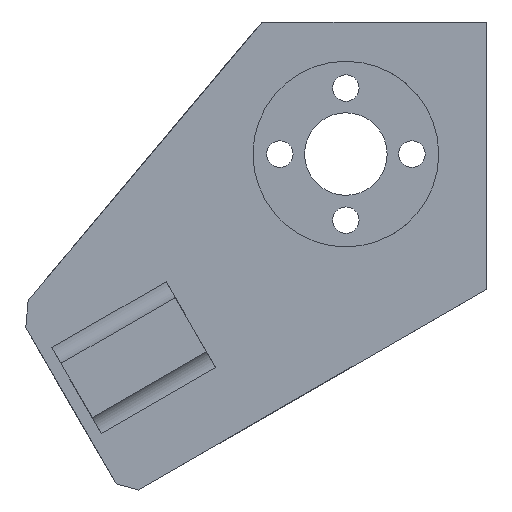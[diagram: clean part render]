
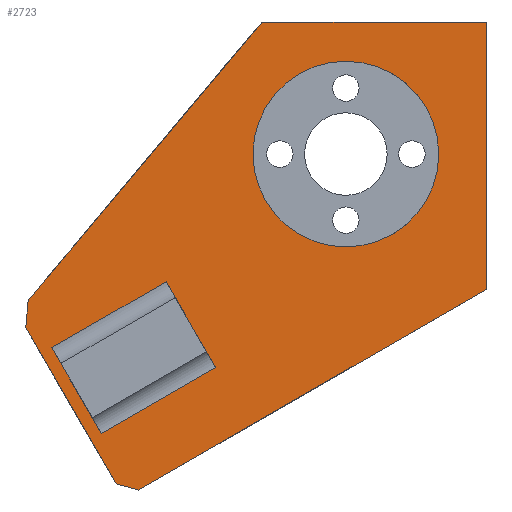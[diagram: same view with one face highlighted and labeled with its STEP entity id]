
A CAD part, left-side view. The second image highlights one B-rep face of the part: STEP entity #2723.
In plain terms, the highlighted face is planar.
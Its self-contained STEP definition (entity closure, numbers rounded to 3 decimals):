
#172=FACE_BOUND('',#487,.T.);
#173=FACE_BOUND('',#488,.T.);
#208=PLANE('',#2904);
#324=FACE_OUTER_BOUND('',#486,.T.);
#486=EDGE_LOOP('',(#2039,#2040,#2041,#2042,#2043,#2044,#2045));
#487=EDGE_LOOP('',(#2046));
#488=EDGE_LOOP('',(#2047,#2048,#2049,#2050));
#662=LINE('',#4066,#920);
#700=LINE('',#4551,#958);
#701=LINE('',#4554,#959);
#703=LINE('',#4558,#961);
#704=LINE('',#4560,#962);
#705=LINE('',#4562,#963);
#706=LINE('',#4563,#964);
#707=LINE('',#4566,#965);
#708=LINE('',#4568,#966);
#709=LINE('',#4570,#967);
#710=LINE('',#4571,#968);
#920=VECTOR('',#3105,1000.);
#958=VECTOR('',#3163,10.);
#959=VECTOR('',#3166,10.);
#961=VECTOR('',#3170,10.);
#962=VECTOR('',#3171,1000.);
#963=VECTOR('',#3172,10.);
#964=VECTOR('',#3173,1000.);
#965=VECTOR('',#3174,1000.);
#966=VECTOR('',#3175,1000.);
#967=VECTOR('',#3176,1000.);
#968=VECTOR('',#3177,1000.);
#1171=CIRCLE('',#2886,11.25);
#1236=VERTEX_POINT('',#3857);
#1254=VERTEX_POINT('',#4063);
#1255=VERTEX_POINT('',#4065);
#1316=VERTEX_POINT('',#4549);
#1317=VERTEX_POINT('',#4553);
#1318=VERTEX_POINT('',#4557);
#1319=VERTEX_POINT('',#4559);
#1320=VERTEX_POINT('',#4561);
#1321=VERTEX_POINT('',#4564);
#1322=VERTEX_POINT('',#4565);
#1323=VERTEX_POINT('',#4567);
#1324=VERTEX_POINT('',#4569);
#1515=EDGE_CURVE('',#1236,#1236,#1171,.T.);
#1536=EDGE_CURVE('',#1254,#1255,#662,.T.);
#1601=EDGE_CURVE('',#1254,#1316,#700,.T.);
#1602=EDGE_CURVE('',#1317,#1255,#701,.T.);
#1604=EDGE_CURVE('',#1318,#1316,#703,.F.);
#1605=EDGE_CURVE('',#1319,#1318,#704,.T.);
#1606=EDGE_CURVE('',#1320,#1319,#705,.F.);
#1607=EDGE_CURVE('',#1317,#1320,#706,.T.);
#1608=EDGE_CURVE('',#1321,#1322,#707,.T.);
#1609=EDGE_CURVE('',#1323,#1322,#708,.T.);
#1610=EDGE_CURVE('',#1324,#1323,#709,.T.);
#1611=EDGE_CURVE('',#1324,#1321,#710,.T.);
#2039=ORIENTED_EDGE('',*,*,#1601,.T.);
#2040=ORIENTED_EDGE('',*,*,#1604,.F.);
#2041=ORIENTED_EDGE('',*,*,#1605,.F.);
#2042=ORIENTED_EDGE('',*,*,#1606,.F.);
#2043=ORIENTED_EDGE('',*,*,#1607,.F.);
#2044=ORIENTED_EDGE('',*,*,#1602,.T.);
#2045=ORIENTED_EDGE('',*,*,#1536,.F.);
#2046=ORIENTED_EDGE('',*,*,#1515,.F.);
#2047=ORIENTED_EDGE('',*,*,#1608,.T.);
#2048=ORIENTED_EDGE('',*,*,#1609,.F.);
#2049=ORIENTED_EDGE('',*,*,#1610,.F.);
#2050=ORIENTED_EDGE('',*,*,#1611,.T.);
#2723=ADVANCED_FACE('',(#324,#172,#173),#208,.F.);
#2886=AXIS2_PLACEMENT_3D('',#3859,#3086,#3087);
#2904=AXIS2_PLACEMENT_3D('',#4556,#3168,#3169);
#3086=DIRECTION('center_axis',(0.,1.,0.));
#3087=DIRECTION('ref_axis',(0.,0.,-1.));
#3105=DIRECTION('',(-0.5,0.,-0.866));
#3163=DIRECTION('',(0.966,0.,0.259));
#3166=DIRECTION('',(-0.087,0.,0.996));
#3168=DIRECTION('center_axis',(0.,-1.,0.));
#3169=DIRECTION('ref_axis',(0.,0.,
-1.));
#3170=DIRECTION('',(0.866,0.,-0.5));
#3171=DIRECTION('',(0.,0.,1.));
#3172=DIRECTION('',(-1.,0.,0.));
#3173=DIRECTION('',(0.643,0.,-0.766));
#3174=DIRECTION('',(-0.866,0.,0.5));
#3175=DIRECTION('',(0.5,0.,0.866));
#3176=DIRECTION('',(-0.866,0.,0.5));
#3177=DIRECTION('',(0.5,0.,0.866));
#3857=CARTESIAN_POINT('',(-17.,0.,11.25));
#3859=CARTESIAN_POINT('Origin',(-17.,0.,0.));
#4063=CARTESIAN_POINT('',(-44.833,0.,39.961));
#4065=CARTESIAN_POINT('',(-55.774,0.,21.01));
#4066=CARTESIAN_POINT('',(-56.774,0.,19.278));
#4549=CARTESIAN_POINT('',(-42.1,0.,40.693));
#4551=CARTESIAN_POINT('',(-28.23,0.,44.41));
#4553=CARTESIAN_POINT('',(-55.488,0.,17.746));
#4554=CARTESIAN_POINT('',(-54.579,0.,7.348));
#4556=CARTESIAN_POINT('Origin',(0.,0.,0.));
#4557=CARTESIAN_POINT('',(0.,0.,16.387));
#4558=CARTESIAN_POINT('',(-18.368,0.,26.992));
#4559=CARTESIAN_POINT('',(0.,0.,-16.));
#4560=CARTESIAN_POINT('',(0.,0.,-13.5));
#4561=CARTESIAN_POINT('',(-27.172,0.,-16.));
#4562=CARTESIAN_POINT('',(-14.635,0.,-16.));
#4563=CARTESIAN_POINT('',(-56.774,0.,19.278));
#4564=CARTESIAN_POINT('',(-32.773,0.,25.85));
#4565=CARTESIAN_POINT('',(-46.629,0.,33.85));
#4566=CARTESIAN_POINT('',(-32.773,0.,25.85));
#4567=CARTESIAN_POINT('',(-52.629,0.,23.457));
#4568=CARTESIAN_POINT('',(-46.629,0.,33.85));
#4569=CARTESIAN_POINT('',(-38.773,0.,15.457));
#4570=CARTESIAN_POINT('',(-38.773,0.,15.457));
#4571=CARTESIAN_POINT('',(-32.773,0.,25.85));
